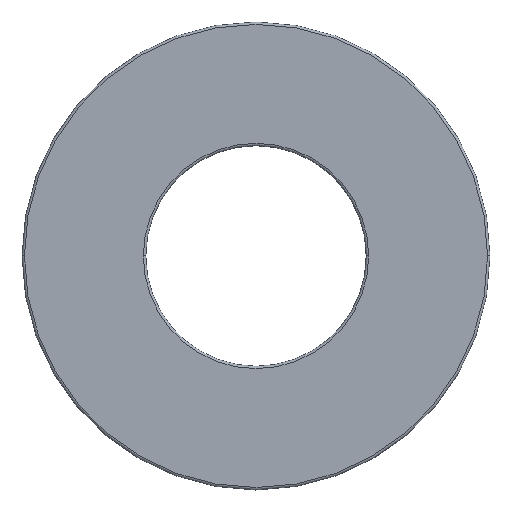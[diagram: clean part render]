
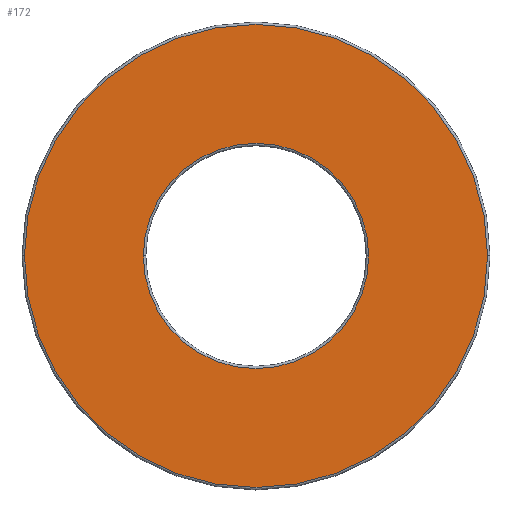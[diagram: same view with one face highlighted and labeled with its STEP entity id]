
A CAD part, top view. The second image highlights one B-rep face of the part: STEP entity #172.
In plain terms, the highlighted planar face has unit normal (0, 0, 1).
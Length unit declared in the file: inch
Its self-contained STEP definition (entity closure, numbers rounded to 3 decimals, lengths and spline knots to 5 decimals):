
#1 = DIRECTION ( 'NONE',  ( 0., 0., 1. ) ) ;
#3 = VERTEX_POINT ( 'NONE', #231 ) ;
#14 = CIRCLE ( 'NONE', #163, 0.1544 ) ;
#46 = ORIENTED_EDGE ( 'NONE', *, *, #58, .T. ) ;
#49 = DIRECTION ( 'NONE',  ( 1., 0., 0. ) ) ;
#58 = EDGE_CURVE ( 'NONE', #256, #135, #178, .T. ) ;
#75 = CIRCLE ( 'NONE', #322, 0.1544 ) ;
#78 = EDGE_CURVE ( 'NONE', #192, #3, #75, .T. ) ;
#81 = CARTESIAN_POINT ( 'NONE',  ( -0.0751, 0., 0.016 ) ) ;
#91 = DIRECTION ( 'NONE',  ( 1., 0., 0. ) ) ;
#113 = DIRECTION ( 'NONE',  ( 0., 0., 1. ) ) ;
#114 = CARTESIAN_POINT ( 'NONE',  ( 0., 0., 0.016 ) ) ;
#132 = DIRECTION ( 'NONE',  ( 1., 0., 0. ) ) ;
#135 = VERTEX_POINT ( 'NONE', #140 ) ;
#140 = CARTESIAN_POINT ( 'NONE',  ( 0.0751, 0., 0.016 ) ) ;
#150 = DIRECTION ( 'NONE',  ( 1., 0., 0. ) ) ;
#155 = ORIENTED_EDGE ( 'NONE', *, *, #78, .T. ) ;
#160 = DIRECTION ( 'NONE',  ( 0., 0., 1. ) ) ;
#163 = AXIS2_PLACEMENT_3D ( 'NONE', #358, #160, #49 ) ;
#172 = ADVANCED_FACE ( 'NONE', ( #376, #439 ), #228, .T. ) ;
#176 = CARTESIAN_POINT ( 'NONE',  ( 0., 0., 0.016 ) ) ;
#177 = AXIS2_PLACEMENT_3D ( 'NONE', #277, #113, #132 ) ;
#178 = CIRCLE ( 'NONE', #298, 0.0751 ) ;
#181 = CARTESIAN_POINT ( 'NONE',  ( 0., 0., 0.016 ) ) ;
#184 = ORIENTED_EDGE ( 'NONE', *, *, #252, .T. ) ;
#192 = VERTEX_POINT ( 'NONE', #327 ) ;
#193 = DIRECTION ( 'NONE',  ( 0., 0., -1. ) ) ;
#211 = DIRECTION ( 'NONE',  ( 0., 0., -1. ) ) ;
#228 = PLANE ( 'NONE',  #177 ) ;
#231 = CARTESIAN_POINT ( 'NONE',  ( -0.1544, 0., 0.016 ) ) ;
#252 = EDGE_CURVE ( 'NONE', #135, #256, #391, .T. ) ;
#256 = VERTEX_POINT ( 'NONE', #81 ) ;
#277 = CARTESIAN_POINT ( 'NONE',  ( 0., 0., 0.016 ) ) ;
#292 = AXIS2_PLACEMENT_3D ( 'NONE', #114, #193, #150 ) ;
#298 = AXIS2_PLACEMENT_3D ( 'NONE', #176, #211, #91 ) ;
#307 = ORIENTED_EDGE ( 'NONE', *, *, #432, .T. ) ;
#322 = AXIS2_PLACEMENT_3D ( 'NONE', #181, #1, #459 ) ;
#327 = CARTESIAN_POINT ( 'NONE',  ( 0.1544, 0., 0.016 ) ) ;
#358 = CARTESIAN_POINT ( 'NONE',  ( 0., 0., 0.016 ) ) ;
#361 = EDGE_LOOP ( 'NONE', ( #155, #307 ) ) ;
#376 = FACE_BOUND ( 'NONE', #401, .T. ) ;
#391 = CIRCLE ( 'NONE', #292, 0.0751 ) ;
#401 = EDGE_LOOP ( 'NONE', ( #184, #46 ) ) ;
#432 = EDGE_CURVE ( 'NONE', #3, #192, #14, .T. ) ;
#439 = FACE_OUTER_BOUND ( 'NONE', #361, .T. ) ;
#459 = DIRECTION ( 'NONE',  ( 1., 0., 0. ) ) ;
